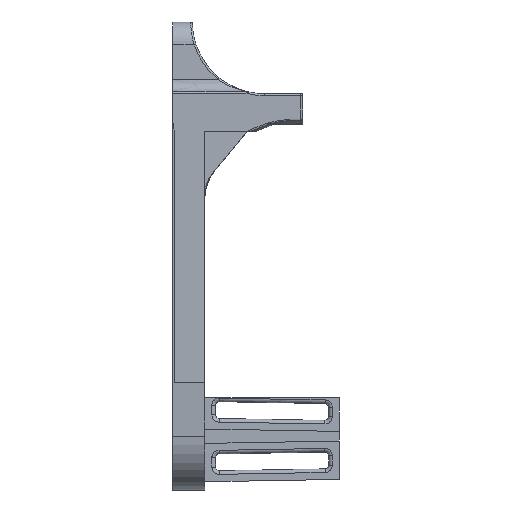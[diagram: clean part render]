
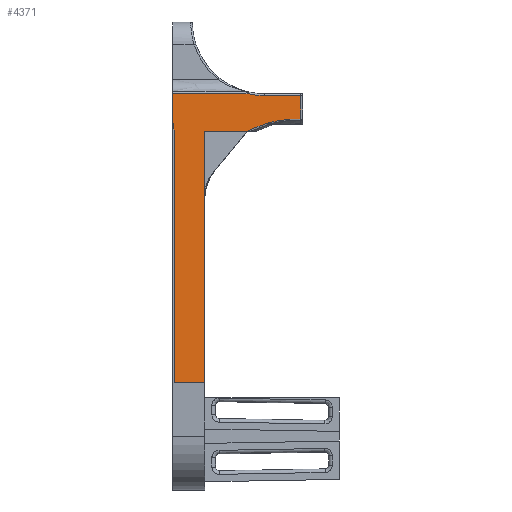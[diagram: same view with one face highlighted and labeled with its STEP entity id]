
A CAD part, left-side view. The second image highlights one B-rep face of the part: STEP entity #4371.
In plain terms, the highlighted planar face has unit normal (-0.999, -0.05, 0).
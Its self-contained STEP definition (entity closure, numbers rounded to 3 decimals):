
#87 = CARTESIAN_POINT ( 'NONE',  ( -13.885, -40.304, 87.57 ) ) ;
#292 = ORIENTED_EDGE ( 'NONE', *, *, #5065, .T. ) ;
#345 = LINE ( 'NONE', #6350, #15605 ) ;
#484 = CARTESIAN_POINT ( 'NONE',  ( -15.775, -2.295, 67.57 ) ) ;
#576 = VECTOR ( 'NONE', #14153, 1000. ) ;
#579 = VERTEX_POINT ( 'NONE', #7543 ) ;
#590 = CARTESIAN_POINT ( 'NONE',  ( -15.752, -2.761, 77.07 ) ) ;
#764 = CARTESIAN_POINT ( 'NONE',  ( -14., -38., 87.57 ) ) ;
#808 = DIRECTION ( 'NONE',  ( 0., 0., 1. ) ) ;
#873 = CARTESIAN_POINT ( 'NONE',  ( -14.297, -32.018, 80.15 ) ) ;
#921 = ORIENTED_EDGE ( 'NONE', *, *, #5584, .T. ) ;
#1002 = CARTESIAN_POINT ( 'NONE',  ( -14.581, -26.304, 87.07 ) ) ;
#1041 = CARTESIAN_POINT ( 'NONE',  ( -15.85, -0.788, 67.57 ) ) ;
#1183 = EDGE_CURVE ( 'NONE', #11479, #3969, #11492, .T. ) ;
#1688 = ORIENTED_EDGE ( 'NONE', *, *, #15562, .F. ) ;
#1851 = ORIENTED_EDGE ( 'NONE', *, *, #12400, .T. ) ;
#1869 = VERTEX_POINT ( 'NONE', #2032 ) ;
#2004 = CARTESIAN_POINT ( 'NONE',  ( -15.752, -2.761, 7.07 ) ) ;
#2032 = CARTESIAN_POINT ( 'NONE',  ( -14.741, -23.09, 77.07 ) ) ;
#2072 = CARTESIAN_POINT ( 'NONE',  ( -14.15, -34.992, 80.425 ) ) ;
#2114 = CARTESIAN_POINT ( 'NONE',  ( -15.76, -2.6, 78.187 ) ) ;
#2244 = LINE ( 'NONE', #2004, #15413 ) ;
#2510 = DIRECTION ( 'NONE',  ( -0.05, 0.999, 0. ) ) ;
#2517 = VECTOR ( 'NONE', #9331, 1000. ) ;
#2931 = EDGE_CURVE ( 'NONE', #15551, #4606, #14612, .T. ) ;
#3280 = VERTEX_POINT ( 'NONE', #5618 ) ;
#3325 = CARTESIAN_POINT ( 'NONE',  ( -14., -38., 80.421 ) ) ;
#3329 = EDGE_LOOP ( 'NONE', ( #5369, #11019, #5447, #921, #1688, #9615, #292, #11227, #1851, #6543, #8461, #9601, #12679, #9243 ) ) ;
#3351 = CARTESIAN_POINT ( 'NONE',  ( -14.546, -27.014, 78.851 ) ) ;
#3424 = CARTESIAN_POINT ( 'NONE',  ( -14.741, -23.09, 77.07 ) ) ;
#3552 = DIRECTION ( 'NONE',  ( 0.007, -0.143, -0.99 ) ) ;
#3594 = VECTOR ( 'NONE', #5438, 1000. ) ;
#3864 = VECTOR ( 'NONE', #9131, 1000. ) ;
#3969 = VERTEX_POINT ( 'NONE', #3325 ) ;
#4358 = CARTESIAN_POINT ( 'NONE',  ( -14.506, -27.82, 87.07 ) ) ;
#4371 = ADVANCED_FACE ( 'NONE', ( #14488 ), #12044, .T. ) ;
#4600 = CARTESIAN_POINT ( 'NONE',  ( -15.327, -11.3, 7.07 ) ) ;
#4606 = VERTEX_POINT ( 'NONE', #11440 ) ;
#4635 = CARTESIAN_POINT ( 'NONE',  ( -14., -38., 80.421 ) ) ;
#4720 = DIRECTION ( 'NONE',  ( 0.05, -0.999, 0. ) ) ;
#4841 = CARTESIAN_POINT ( 'NONE',  ( -15.754, -2.71, 77.423 ) ) ;
#5040 = EDGE_CURVE ( 'NONE', #7921, #579, #8131, .T. ) ;
#5065 = EDGE_CURVE ( 'NONE', #15631, #7305, #14535, .T. ) ;
#5369 = ORIENTED_EDGE ( 'NONE', *, *, #6958, .F. ) ;
#5438 = DIRECTION ( 'NONE',  ( 0., 0., -1. ) ) ;
#5447 = ORIENTED_EDGE ( 'NONE', *, *, #1183, .T. ) ;
#5584 = EDGE_CURVE ( 'NONE', #3969, #10782, #15866, .T. ) ;
#5618 = CARTESIAN_POINT ( 'NONE',  ( -14., -38., 87.07 ) ) ;
#5790 = DIRECTION ( 'NONE',  ( -0.007, 0.143, 0.99 ) ) ;
#5833 = CARTESIAN_POINT ( 'NONE',  ( -14.187, -34.246, 80.38 ) ) ;
#5848 = CARTESIAN_POINT ( 'NONE',  ( -15.85, -0.788, 77.07 ) ) ;
#5924 = DIRECTION ( 'NONE',  ( -0.999, -0.05, 0. ) ) ;
#6174 = DIRECTION ( 'NONE',  ( 0., 0., 1. ) ) ;
#6350 = CARTESIAN_POINT ( 'NONE',  ( -15.85, -0.788, 87.07 ) ) ;
#6543 = ORIENTED_EDGE ( 'NONE', *, *, #15661, .T. ) ;
#6563 = LINE ( 'NONE', #484, #3594 ) ;
#6950 = CARTESIAN_POINT ( 'NONE',  ( -14.73, -23.32, 87.57 ) ) ;
#6958 = EDGE_CURVE ( 'NONE', #1869, #579, #8183, .T. ) ;
#7305 = VERTEX_POINT ( 'NONE', #6950 ) ;
#7543 = CARTESIAN_POINT ( 'NONE',  ( -15.327, -11.3, 77.07 ) ) ;
#7641 = CARTESIAN_POINT ( 'NONE',  ( -14., -38., 80.421 ) ) ;
#7730 = VECTOR ( 'NONE', #8090, 1000. ) ;
#7873 = CARTESIAN_POINT ( 'NONE',  ( -14.443, -29.097, 79.452 ) ) ;
#7921 = VERTEX_POINT ( 'NONE', #11469 ) ;
#8090 = DIRECTION ( 'NONE',  ( -0.05, 0.999, 0. ) ) ;
#8131 = LINE ( 'NONE', #4600, #13778 ) ;
#8183 = LINE ( 'NONE', #5848, #7730 ) ;
#8348 = CARTESIAN_POINT ( 'NONE',  ( -14., -38., 67.57 ) ) ;
#8461 = ORIENTED_EDGE ( 'NONE', *, *, #2931, .F. ) ;
#9131 = DIRECTION ( 'NONE',  ( -0.05, 0.999, 0. ) ) ;
#9243 = ORIENTED_EDGE ( 'NONE', *, *, #5040, .T. ) ;
#9279 = VERTEX_POINT ( 'NONE', #15355 ) ;
#9331 = DIRECTION ( 'NONE',  ( 0., 0., -1. ) ) ;
#9408 = VECTOR ( 'NONE', #6174, 1000. ) ;
#9414 = CARTESIAN_POINT ( 'NONE',  ( -14.73, -23.32, 87.57 ) ) ;
#9496 = DIRECTION ( 'NONE',  ( 0., 0., 1. ) ) ;
#9527 = CARTESIAN_POINT ( 'NONE',  ( -14.443, -29.097, 79.452 ) ) ;
#9601 = ORIENTED_EDGE ( 'NONE', *, *, #12495, .F. ) ;
#9615 = ORIENTED_EDGE ( 'NONE', *, *, #11246, .T. ) ;
#9646 = VECTOR ( 'NONE', #5790, 1000. ) ;
#9745 = VERTEX_POINT ( 'NONE', #10128 ) ;
#10128 = CARTESIAN_POINT ( 'NONE',  ( -15.775, -2.295, 87.57 ) ) ;
#10782 = VERTEX_POINT ( 'NONE', #7641 ) ;
#11019 = ORIENTED_EDGE ( 'NONE', *, *, #13843, .T. ) ;
#11081 = LINE ( 'NONE', #87, #3864 ) ;
#11167 = AXIS2_PLACEMENT_3D ( 'NONE', #1041, #5924, #4720 ) ;
#11227 = ORIENTED_EDGE ( 'NONE', *, *, #12217, .T. ) ;
#11246 = EDGE_CURVE ( 'NONE', #3280, #15631, #345, .T. ) ;
#11440 = CARTESIAN_POINT ( 'NONE',  ( -15.759, -2.617, 78.07 ) ) ;
#11469 = CARTESIAN_POINT ( 'NONE',  ( -15.327, -11.3, 7.07 ) ) ;
#11479 = VERTEX_POINT ( 'NONE', #7873 ) ;
#11492 = B_SPLINE_CURVE_WITH_KNOTS ( 'NONE', 3,
 ( #9527, #15592, #873, #5833, #2072, #11867, #11790, #4635 ),
 .UNSPECIFIED., .F., .F.,
 ( 4, 2, 2, 4 ),
 ( 0., 0.004, 0.007, 0.009 ),
 .UNSPECIFIED. ) ;
#11790 = CARTESIAN_POINT ( 'NONE',  ( -14.037, -37.247, 80.451 ) ) ;
#11867 = CARTESIAN_POINT ( 'NONE',  ( -14.075, -36.493, 80.46 ) ) ;
#11946 = CARTESIAN_POINT ( 'NONE',  ( -14.646, -25.016, 78.046 ) ) ;
#12040 = CARTESIAN_POINT ( 'NONE',  ( -15.775, -2.295, 80.293 ) ) ;
#12044 = PLANE ( 'NONE',  #11167 ) ;
#12217 = EDGE_CURVE ( 'NONE', #7305, #9745, #11081, .T. ) ;
#12400 = EDGE_CURVE ( 'NONE', #9745, #14169, #6563, .T. ) ;
#12495 = EDGE_CURVE ( 'NONE', #9279, #15551, #2244, .T. ) ;
#12679 = ORIENTED_EDGE ( 'NONE', *, *, #15791, .F. ) ;
#12848 = LINE ( 'NONE', #13692, #576 ) ;
#13374 = LINE ( 'NONE', #4841, #15378 ) ;
#13692 = CARTESIAN_POINT ( 'NONE',  ( -15.327, -11.3, 7.07 ) ) ;
#13778 = VECTOR ( 'NONE', #9496, 1000. ) ;
#13843 = EDGE_CURVE ( 'NONE', #1869, #11479, #15285, .T. ) ;
#14153 = DIRECTION ( 'NONE',  ( -0.05, 0.999, 0. ) ) ;
#14169 = VERTEX_POINT ( 'NONE', #12040 ) ;
#14488 = FACE_OUTER_BOUND ( 'NONE', #3329, .T. ) ;
#14535 =( BOUNDED_CURVE ( )  B_SPLINE_CURVE ( 3, ( #15642, #1002, #15560, #9414 ),
 .UNSPECIFIED., .F., .F. ) 
 B_SPLINE_CURVE_WITH_KNOTS ( ( 4, 4 ),
 ( 4.712, 4.934 ),
 .UNSPECIFIED. ) 
 CURVE ( )  GEOMETRIC_REPRESENTATION_ITEM ( )  RATIONAL_B_SPLINE_CURVE ( ( 1., 0.996, 0.996, 1. ) ) 
 REPRESENTATION_ITEM ( '' )  );
#14612 = LINE ( 'NONE', #2114, #9646 ) ;
#15285 = B_SPLINE_CURVE_WITH_KNOTS ( 'NONE', 3,
 ( #3424, #11946, #3351, #15689 ),
 .UNSPECIFIED., .F., .F.,
 ( 4, 4 ),
 ( 0.011, 0.018 ),
 .UNSPECIFIED. ) ;
#15321 = LINE ( 'NONE', #764, #2517 ) ;
#15355 = CARTESIAN_POINT ( 'NONE',  ( -15.752, -2.761, 7.07 ) ) ;
#15378 = VECTOR ( 'NONE', #3552, 1000. ) ;
#15413 = VECTOR ( 'NONE', #808, 1000. ) ;
#15551 = VERTEX_POINT ( 'NONE', #590 ) ;
#15560 = CARTESIAN_POINT ( 'NONE',  ( -14.656, -24.798, 87.237 ) ) ;
#15562 = EDGE_CURVE ( 'NONE', #3280, #10782, #15321, .T. ) ;
#15592 = CARTESIAN_POINT ( 'NONE',  ( -14.37, -30.549, 79.871 ) ) ;
#15605 = VECTOR ( 'NONE', #2510, 1000. ) ;
#15631 = VERTEX_POINT ( 'NONE', #4358 ) ;
#15642 = CARTESIAN_POINT ( 'NONE',  ( -14.506, -27.82, 87.07 ) ) ;
#15661 = EDGE_CURVE ( 'NONE', #14169, #4606, #13374, .T. ) ;
#15689 = CARTESIAN_POINT ( 'NONE',  ( -14.443, -29.097, 79.452 ) ) ;
#15791 = EDGE_CURVE ( 'NONE', #7921, #9279, #12848, .T. ) ;
#15866 = LINE ( 'NONE', #8348, #9408 ) ;
